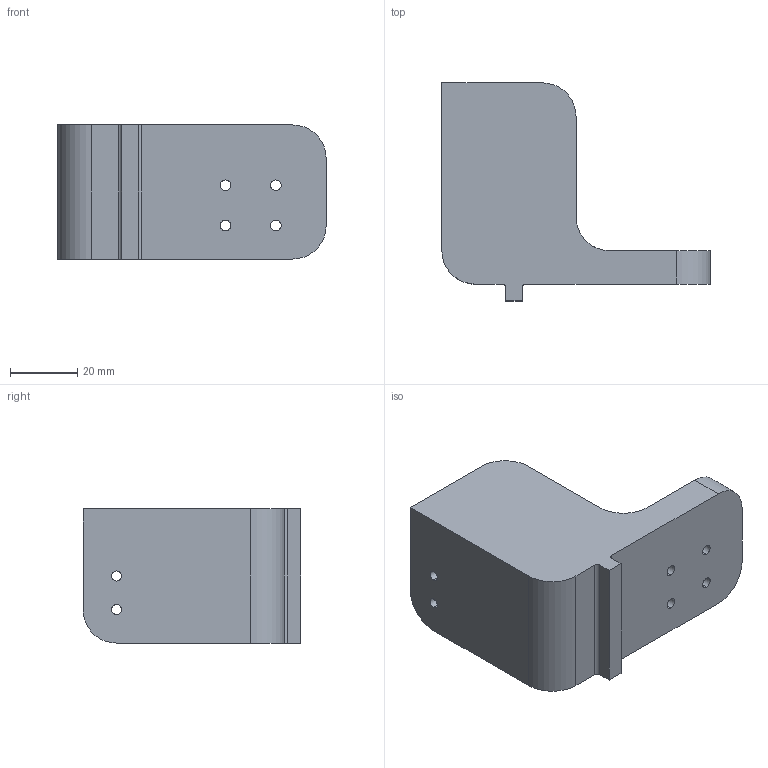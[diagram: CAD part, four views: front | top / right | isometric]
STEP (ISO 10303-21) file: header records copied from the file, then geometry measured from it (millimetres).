
FILE_DESCRIPTION (( 'STEP AP203' ), '1' );
FILE_NAME ('Track_Chasis_Waterproof_box_mount02.STEP', '2024-12-16T14:05:03', ( '' ), ( '' ), 'SwSTEP 2.0', 'SolidWorks 2024', '' );
FILE_SCHEMA (( 'CONFIG_CONTROL_DESIGN' ));
Length unit declared in the file: millimetre
Products named in the file (1): Track_Chasis_Waterproof_box_mount02
Bounding box: 80 x 65 x 40 mm (x, y, z)
Volume: 59543 mm3; surface area: 17231.8 mm2
Topology: 1 solids, 1 shells, 50 faces, 130 edges, 85 vertices
Faces by surface type: cylinder 31, plane 18, sphere 1
Entity records: 1666 total; most frequent: DIRECTION 291, CARTESIAN_POINT 282, ORIENTED_EDGE 258, EDGE_CURVE 129, AXIS2_PLACEMENT_3D 112, VERTEX_POINT 85, VECTOR 67, LINE 67
